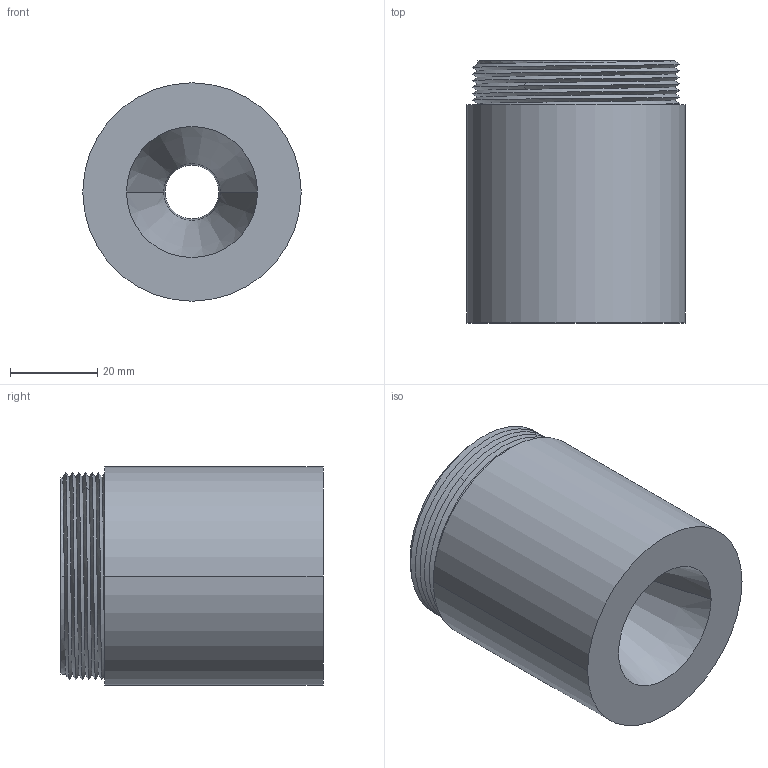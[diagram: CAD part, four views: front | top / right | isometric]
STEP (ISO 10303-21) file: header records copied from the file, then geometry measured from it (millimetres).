
FILE_DESCRIPTION((''),'2;1');
FILE_NAME('MRLM-S-T5-NOZZLE','2024-11-10T16:58:23',('Casey'),(''),'CREO PARAMETRIC BY PTC INC, 2023073','CREO PARAMETRIC BY PTC INC, 2023073','');
FILE_SCHEMA(('CONFIG_CONTROL_DESIGN'));
Length unit declared in the file: millimetre
Products named in the file (1): MRLM-S-T5-NOZZLE
Bounding box: 50 x 60 x 50 mm (x, y, z)
Volume: 82345.2 mm3; surface area: 17650.1 mm2
Topology: 1 solids, 1 shells, 24 faces, 62 edges, 41 vertices
Faces by surface type: bspline 8, cylinder 6, plane 4, cone 4, torus 2
Entity records: 2374 total; most frequent: CARTESIAN_POINT 1800, ORIENTED_EDGE 124, DIRECTION 90, EDGE_CURVE 62, VERTEX_POINT 41, AXIS2_PLACEMENT_3D 39, EDGE_LOOP 27, B_SPLINE_CURVE_WITH_KNOTS 27
